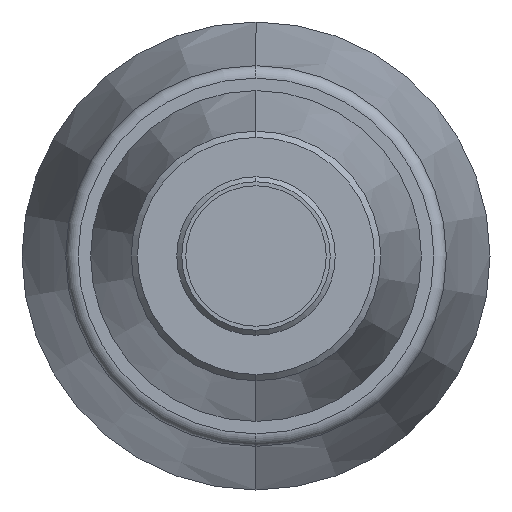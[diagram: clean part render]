
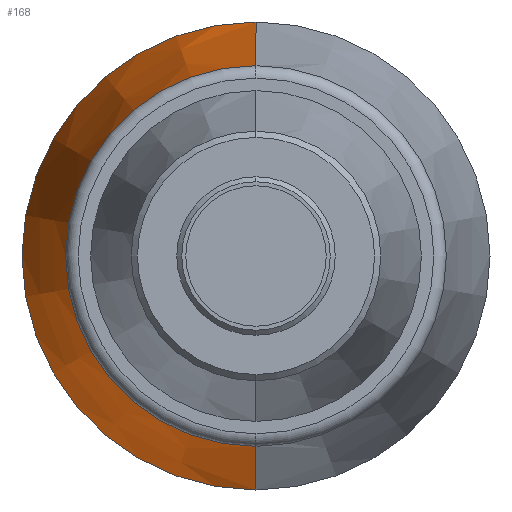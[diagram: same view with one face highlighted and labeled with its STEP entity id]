
A CAD part, left-side view. The second image highlights one B-rep face of the part: STEP entity #168.
In plain terms, the highlighted conical face has half-angle 10.577 degrees and reference radius 37.5 mm.
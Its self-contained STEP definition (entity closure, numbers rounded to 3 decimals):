
#168 = ADVANCED_FACE ( 'NONE', ( #1218 ), #671, .T. ) ;
#446 = EDGE_CURVE ( 'NONE', #1662, #1664, #5732, .T. ) ;
#447 = EDGE_CURVE ( 'NONE', #1662, #1663, #2421, .T. ) ;
#448 = EDGE_CURVE ( 'NONE', #1664, #1665, #2422, .T. ) ;
#449 = EDGE_CURVE ( 'NONE', #1663, #1665, #5741, .T. ) ;
#671 = CONICAL_SURFACE ( 'NONE', #1221, 37.5, 0.185 ) ;
#1218 = FACE_OUTER_BOUND ( 'NONE', #2296, .T. ) ;
#1221 = AXIS2_PLACEMENT_3D ( 'NONE', #4240, #4241, #4242 ) ;
#1662 = VERTEX_POINT ( 'NONE', #6261 ) ;
#1663 = VERTEX_POINT ( 'NONE', #6262 ) ;
#1664 = VERTEX_POINT ( 'NONE', #6263 ) ;
#1665 = VERTEX_POINT ( 'NONE', #6264 ) ;
#2041 = ORIENTED_EDGE ( 'NONE', *, *, #447, .F. ) ;
#2042 = ORIENTED_EDGE ( 'NONE', *, *, #448, .T. ) ;
#2043 = ORIENTED_EDGE ( 'NONE', *, *, #446, .T. ) ;
#2044 = ORIENTED_EDGE ( 'NONE', *, *, #449, .F. ) ;
#2296 = EDGE_LOOP ( 'NONE', ( #2041, #2043, #2042, #2044 ) ) ;
#2421 = CIRCLE ( 'NONE', #2920, 30.5 ) ;
#2422 = CIRCLE ( 'NONE', #2922, 37.5 ) ;
#2920 = AXIS2_PLACEMENT_3D ( 'NONE', #5728, #5735, #5736 ) ;
#2921 = VECTOR ( 'NONE', #5734, 1000. ) ;
#2922 = AXIS2_PLACEMENT_3D ( 'NONE', #5737, #5738, #5739 ) ;
#2924 = VECTOR ( 'NONE', #5743, 1000. ) ;
#4240 = CARTESIAN_POINT ( 'NONE',  ( 176.411, 0., 0. ) ) ;
#4241 = DIRECTION ( 'NONE',  ( 1., 0., 0. ) ) ;
#4242 = DIRECTION ( 'NONE',  ( 0., 0., -1. ) ) ;
#5728 = CARTESIAN_POINT ( 'NONE',  ( 138.923, 0., 0. ) ) ;
#5732 = LINE ( 'NONE', #5733, #2921 ) ;
#5733 = CARTESIAN_POINT ( 'NONE',  ( 176.411, 0., 37.5 ) ) ;
#5734 = DIRECTION ( 'NONE',  ( 0.983, 0., 0.184 ) ) ;
#5735 = DIRECTION ( 'NONE',  ( -1., 0., 0. ) ) ;
#5736 = DIRECTION ( 'NONE',  ( 0., 0., 1. ) ) ;
#5737 = CARTESIAN_POINT ( 'NONE',  ( 176.411, 0., 0. ) ) ;
#5738 = DIRECTION ( 'NONE',  ( -1., 0., 0. ) ) ;
#5739 = DIRECTION ( 'NONE',  ( 0., 0., 1. ) ) ;
#5741 = LINE ( 'NONE', #5742, #2924 ) ;
#5742 = CARTESIAN_POINT ( 'NONE',  ( 176.411, 0., -37.5 ) ) ;
#5743 = DIRECTION ( 'NONE',  ( 0.983, 0., -0.184 ) ) ;
#6261 = CARTESIAN_POINT ( 'NONE',  ( 138.923, 0., 30.5 ) ) ;
#6262 = CARTESIAN_POINT ( 'NONE',  ( 138.923, 0., -30.5 ) ) ;
#6263 = CARTESIAN_POINT ( 'NONE',  ( 176.411, 0., 37.5 ) ) ;
#6264 = CARTESIAN_POINT ( 'NONE',  ( 176.411, 0., -37.5 ) ) ;
